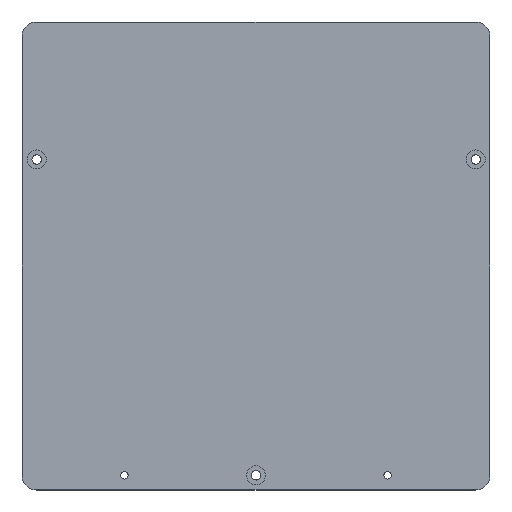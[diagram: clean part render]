
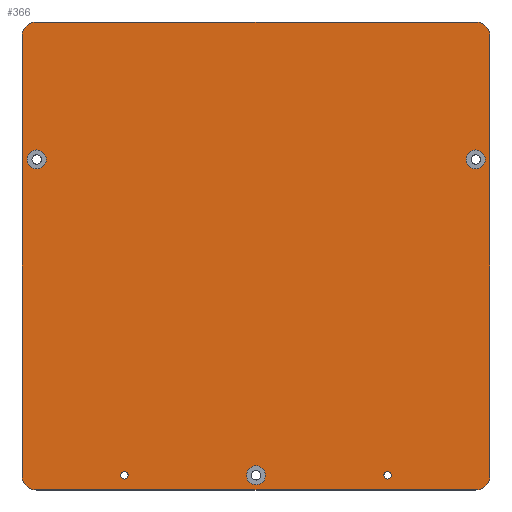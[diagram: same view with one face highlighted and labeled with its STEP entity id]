
A CAD part, top view. The second image highlights one B-rep face of the part: STEP entity #366.
In plain terms, the highlighted planar face has unit normal (0, 0, 1).
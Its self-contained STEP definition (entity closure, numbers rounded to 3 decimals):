
#18=FACE_BOUND('',#76,.T.);
#19=FACE_BOUND('',#77,.T.);
#20=FACE_BOUND('',#78,.T.);
#21=FACE_BOUND('',#79,.T.);
#22=FACE_BOUND('',#80,.T.);
#33=PLANE('',#420);
#51=FACE_OUTER_BOUND('',#75,.T.);
#75=EDGE_LOOP('',(#294,#295,#296,#297,#298,#299,#300,#301));
#76=EDGE_LOOP('',(#302));
#77=EDGE_LOOP('',(#303));
#78=EDGE_LOOP('',(#304));
#79=EDGE_LOOP('',(#305));
#80=EDGE_LOOP('',(#306));
#104=LINE('',#616,#128);
#105=LINE('',#620,#129);
#109=LINE('',#628,#133);
#110=LINE('',#632,#134);
#128=VECTOR('',#510,10.);
#129=VECTOR('',#513,1000.);
#133=VECTOR('',#519,1000.);
#134=VECTOR('',#524,1000.);
#140=CIRCLE('',#388,1.265);
#142=CIRCLE('',#391,1.265);
#144=CIRCLE('',#394,3.25);
#147=CIRCLE('',#399,3.25);
#150=CIRCLE('',#404,3.25);
#154=CIRCLE('',#411,5.);
#156=CIRCLE('',#414,5.);
#159=CIRCLE('',#421,5.);
#160=CIRCLE('',#422,5.);
#164=VERTEX_POINT('',#550);
#166=VERTEX_POINT('',#556);
#168=VERTEX_POINT('',#562);
#171=VERTEX_POINT('',#571);
#174=VERTEX_POINT('',#580);
#178=VERTEX_POINT('',#593);
#179=VERTEX_POINT('',#594);
#182=VERTEX_POINT('',#602);
#183=VERTEX_POINT('',#603);
#187=VERTEX_POINT('',#618);
#188=VERTEX_POINT('',#619);
#191=VERTEX_POINT('',#627);
#192=VERTEX_POINT('',#630);
#196=EDGE_CURVE('',#164,#164,#140,.T.);
#199=EDGE_CURVE('',#166,#166,#142,.T.);
#202=EDGE_CURVE('',#168,#168,#144,.T.);
#206=EDGE_CURVE('',#171,#171,#147,.T.);
#210=EDGE_CURVE('',#174,#174,#150,.T.);
#216=EDGE_CURVE('',#178,#179,#154,.T.);
#220=EDGE_CURVE('',#182,#183,#156,.T.);
#227=EDGE_CURVE('',#182,#179,#104,.T.);
#228=EDGE_CURVE('',#187,#188,#105,.T.);
#232=EDGE_CURVE('',#178,#191,#109,.T.);
#233=EDGE_CURVE('',#191,#188,#159,.T.);
#234=EDGE_CURVE('',#187,#192,#160,.T.);
#235=EDGE_CURVE('',#183,#192,#110,.T.);
#294=ORIENTED_EDGE('',*,*,#232,.T.);
#295=ORIENTED_EDGE('',*,*,#233,.T.);
#296=ORIENTED_EDGE('',*,*,#228,.F.);
#297=ORIENTED_EDGE('',*,*,#234,.T.);
#298=ORIENTED_EDGE('',*,*,#235,.F.);
#299=ORIENTED_EDGE('',*,*,#220,.F.);
#300=ORIENTED_EDGE('',*,*,#227,.T.);
#301=ORIENTED_EDGE('',*,*,#216,.F.);
#302=ORIENTED_EDGE('',*,*,#196,.T.);
#303=ORIENTED_EDGE('',*,*,#199,.T.);
#304=ORIENTED_EDGE('',*,*,#202,.T.);
#305=ORIENTED_EDGE('',*,*,#206,.T.);
#306=ORIENTED_EDGE('',*,*,#210,.T.);
#366=ADVANCED_FACE('',(#51,#18,#19,#20,#21,#22),#33,.T.);
#388=AXIS2_PLACEMENT_3D('',#551,#436,#437);
#391=AXIS2_PLACEMENT_3D('',#557,#443,#444);
#394=AXIS2_PLACEMENT_3D('',#563,#450,#451);
#399=AXIS2_PLACEMENT_3D('',#572,#461,#462);
#404=AXIS2_PLACEMENT_3D('',#581,#472,#473);
#411=AXIS2_PLACEMENT_3D('',#595,#488,#489);
#414=AXIS2_PLACEMENT_3D('',#604,#496,#497);
#420=AXIS2_PLACEMENT_3D('',#626,#517,#518);
#421=AXIS2_PLACEMENT_3D('',#629,#520,#521);
#422=AXIS2_PLACEMENT_3D('',#631,#522,#523);
#436=DIRECTION('center_axis',(0.,0.,
-1.));
#437=DIRECTION('ref_axis',(-1.,0.,0.));
#443=DIRECTION('center_axis',(0.,0.,
-1.));
#444=DIRECTION('ref_axis',(-1.,0.,0.));
#450=DIRECTION('center_axis',(0.,0.,
-1.));
#451=DIRECTION('ref_axis',(1.,0.,0.));
#461=DIRECTION('center_axis',(0.,0.,
-1.));
#462=DIRECTION('ref_axis',(1.,0.,0.));
#472=DIRECTION('center_axis',(0.,0.,
-1.));
#473=DIRECTION('ref_axis',(1.,0.,0.));
#488=DIRECTION('center_axis',(0.,0.,
-1.));
#489=DIRECTION('ref_axis',(-0.707,0.707,0.));
#496=DIRECTION('center_axis',(0.,0.,
-1.));
#497=DIRECTION('ref_axis',(0.707,0.707,0.));
#510=DIRECTION('',(-1.,0.,0.));
#513=DIRECTION('',(-1.,0.,0.));
#517=DIRECTION('center_axis',(0.,0.,
1.));
#518=DIRECTION('ref_axis',(1.,0.,0.));
#519=DIRECTION('',(0.,-1.,0.));
#520=DIRECTION('center_axis',(0.,0.,
1.));
#521=DIRECTION('ref_axis',(1.,0.,0.));
#522=DIRECTION('center_axis',(0.,0.,
1.));
#523=DIRECTION('ref_axis',(1.,0.,0.));
#524=DIRECTION('',(0.,-1.,0.));
#550=CARTESIAN_POINT('',(46.265,-75.,6.));
#551=CARTESIAN_POINT('Origin',(45.,-75.,6.));
#556=CARTESIAN_POINT('',(-43.735,-75.,6.));
#557=CARTESIAN_POINT('Origin',(-45.,-75.,6.));
#562=CARTESIAN_POINT('',(-3.25,-75.,6.));
#563=CARTESIAN_POINT('Origin',(0.,-75.,6.));
#571=CARTESIAN_POINT('',(-78.237,33.,6.));
#572=CARTESIAN_POINT('Origin',(-74.987,33.,6.));
#580=CARTESIAN_POINT('',(71.863,33.,6.));
#581=CARTESIAN_POINT('Origin',(75.113,33.,6.));
#593=CARTESIAN_POINT('',(-80.,75.,6.));
#594=CARTESIAN_POINT('',(-75.,80.,6.));
#595=CARTESIAN_POINT('Origin',(-75.,75.,6.));
#602=CARTESIAN_POINT('',(75.,80.,6.));
#603=CARTESIAN_POINT('',(80.,75.,6.));
#604=CARTESIAN_POINT('Origin',(75.,75.,6.));
#616=CARTESIAN_POINT('',(-5.,80.,6.));
#618=CARTESIAN_POINT('',(75.,-80.,6.));
#619=CARTESIAN_POINT('',(-75.,-80.,6.));
#620=CARTESIAN_POINT('',(5.,-80.,6.));
#626=CARTESIAN_POINT('Origin',(0.,-5.,6.));
#627=CARTESIAN_POINT('',(-80.,-75.,6.));
#628=CARTESIAN_POINT('',(-80.,0.,6.));
#629=CARTESIAN_POINT('Origin',(-75.,-75.,6.));
#630=CARTESIAN_POINT('',(80.,-75.,6.));
#631=CARTESIAN_POINT('Origin',(75.,-75.,6.));
#632=CARTESIAN_POINT('',(80.,0.,6.));
